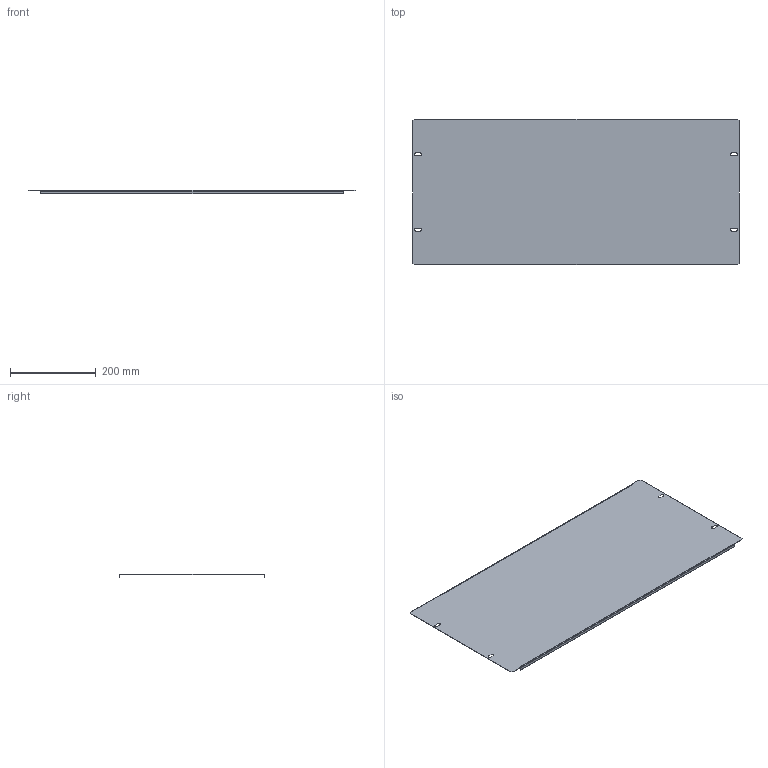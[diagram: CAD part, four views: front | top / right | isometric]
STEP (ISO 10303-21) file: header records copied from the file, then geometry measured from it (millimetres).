
FILE_DESCRIPTION (( 'STEP AP214' ), '1' );
FILE_NAME ('YKV-P-800-450 Ïîëêà äëÿ ÂÐÓ ÕÕÕÕõ800õ450 (Â=340) SMART.STEP', '2020-02-19T11:05:41', ( '' ), ( '' ), 'SwSTEP 2.0', 'SolidWorks 2017', '' );
FILE_SCHEMA (( 'AUTOMOTIVE_DESIGN' ));
Length unit declared in the file: millimetre
Products named in the file (1): YKV-P-800-450 Ïîëêà äëÿ ÂÐÓ ÕÕÕÕõ800õ450 (Â=340) SMART
Bounding box: 760 x 339 x 8 mm (x, y, z)
Volume: 213223.3 mm3; surface area: 534957.5 mm2
Topology: 1 solids, 1 shells, 54 faces, 144 edges, 92 vertices
Faces by surface type: plane 38, cylinder 16
Entity records: 1718 total; most frequent: CARTESIAN_POINT 291, DIRECTION 290, ORIENTED_EDGE 288, EDGE_CURVE 144, LINE 108, VECTOR 108, VERTEX_POINT 92, AXIS2_PLACEMENT_3D 91
